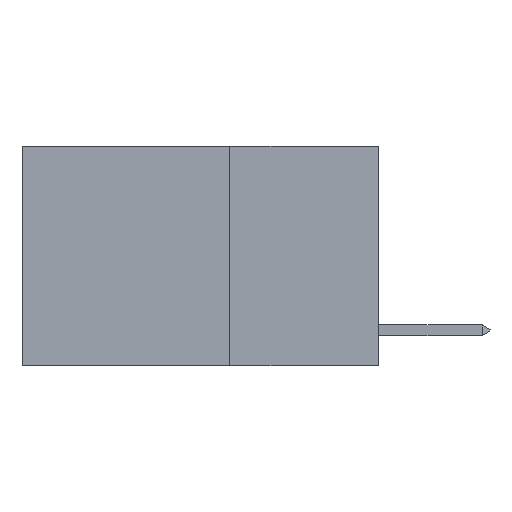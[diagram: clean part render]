
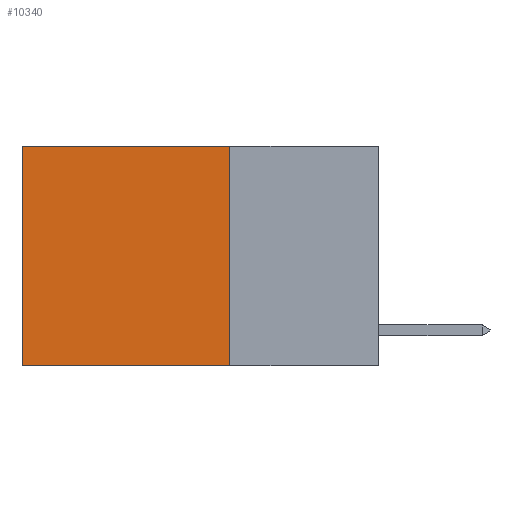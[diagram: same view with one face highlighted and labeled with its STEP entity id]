
A CAD part, left-side view. The second image highlights one B-rep face of the part: STEP entity #10340.
In plain terms, the highlighted planar face has unit normal (-1, 0, 0).
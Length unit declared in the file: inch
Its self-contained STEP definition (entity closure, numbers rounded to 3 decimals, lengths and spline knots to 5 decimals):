
#439 = EDGE_CURVE ( 'NONE', #1850, #4388, #1246, .T. ) ;
#1068 = EDGE_CURVE ( 'NONE', #9017, #1850, #9301, .T. ) ;
#1246 = LINE ( 'NONE', #3255, #4867 ) ;
#1850 = VERTEX_POINT ( 'NONE', #8930 ) ;
#1925 = EDGE_CURVE ( 'NONE', #3649, #4388, #4646, .T. ) ;
#2023 = ORIENTED_EDGE ( 'NONE', *, *, #439, .T. ) ;
#2933 = AXIS2_PLACEMENT_3D ( 'NONE', #7172, #10549, #9721 ) ;
#3220 = FACE_OUTER_BOUND ( 'NONE', #4028, .T. ) ;
#3255 = CARTESIAN_POINT ( 'NONE',  ( 0.2625, 0.6, 0. ) ) ;
#3535 = ORIENTED_EDGE ( 'NONE', *, *, #3740, .F. ) ;
#3567 = LINE ( 'NONE', #5154, #10587 ) ;
#3649 = VERTEX_POINT ( 'NONE', #9354 ) ;
#3740 = EDGE_CURVE ( 'NONE', #9017, #3649, #3567, .T. ) ;
#4028 = EDGE_LOOP ( 'NONE', ( #2023, #8374, #3535, #4640 ) ) ;
#4388 = VERTEX_POINT ( 'NONE', #6225 ) ;
#4445 = DIRECTION ( 'NONE',  ( 0., 0., -1. ) ) ;
#4640 = ORIENTED_EDGE ( 'NONE', *, *, #1068, .T. ) ;
#4646 = LINE ( 'NONE', #7160, #7756 ) ;
#4811 = PLANE ( 'NONE',  #2933 ) ;
#4867 = VECTOR ( 'NONE', #6313, 39.37008 ) ;
#4910 = DIRECTION ( 'NONE',  ( 0., 1., 0. ) ) ;
#5154 = CARTESIAN_POINT ( 'NONE',  ( 0.2625, 0.25, 0. ) ) ;
#6225 = CARTESIAN_POINT ( 'NONE',  ( 0.2625, 0.6, -0.37 ) ) ;
#6313 = DIRECTION ( 'NONE',  ( 0., 0., -1. ) ) ;
#6743 = DIRECTION ( 'NONE',  ( 0., 1., 0. ) ) ;
#7160 = CARTESIAN_POINT ( 'NONE',  ( 0.2625, 0.25, -0.37 ) ) ;
#7172 = CARTESIAN_POINT ( 'NONE',  ( 0.2625, 0.25, 0. ) ) ;
#7482 = CARTESIAN_POINT ( 'NONE',  ( 0.2625, 0.25, 0. ) ) ;
#7523 = CARTESIAN_POINT ( 'NONE',  ( 0.2625, 0.25, 0. ) ) ;
#7756 = VECTOR ( 'NONE', #4910, 39.37008 ) ;
#8374 = ORIENTED_EDGE ( 'NONE', *, *, #1925, .F. ) ;
#8930 = CARTESIAN_POINT ( 'NONE',  ( 0.2625, 0.6, 0. ) ) ;
#9017 = VERTEX_POINT ( 'NONE', #7482 ) ;
#9301 = LINE ( 'NONE', #7523, #9471 ) ;
#9354 = CARTESIAN_POINT ( 'NONE',  ( 0.2625, 0.25, -0.37 ) ) ;
#9471 = VECTOR ( 'NONE', #6743, 39.37008 ) ;
#9721 = DIRECTION ( 'NONE',  ( 0., 0., -1. ) ) ;
#10340 = ADVANCED_FACE ( 'NONE', ( #3220 ), #4811, .F. ) ;
#10549 = DIRECTION ( 'NONE',  ( 1., 0., 0. ) ) ;
#10587 = VECTOR ( 'NONE', #4445, 39.37008 ) ;
